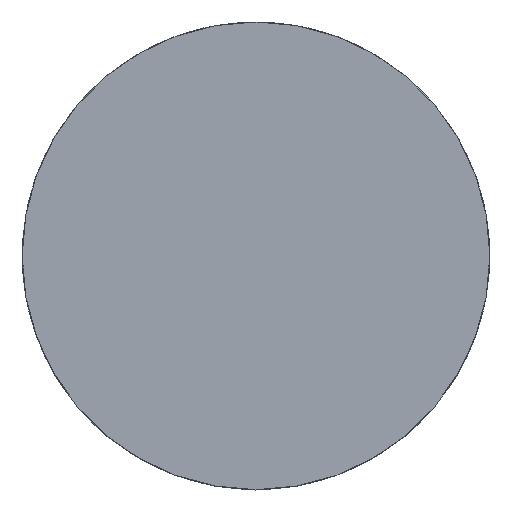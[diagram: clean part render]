
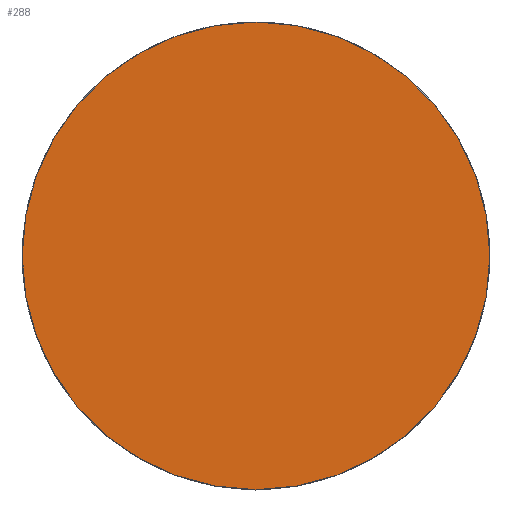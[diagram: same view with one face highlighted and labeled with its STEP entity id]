
A CAD part, top view. The second image highlights one B-rep face of the part: STEP entity #288.
In plain terms, the highlighted planar face has unit normal (0, 0, 1).
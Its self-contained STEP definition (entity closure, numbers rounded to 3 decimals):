
#26=PLANE('',#334);
#41=CIRCLE('',#335,45.5);
#92=FACE_OUTER_BOUND('',#111,.T.);
#111=EDGE_LOOP('',(#237));
#138=VERTEX_POINT('',#581);
#173=EDGE_CURVE('',#138,#138,#41,.T.);
#237=ORIENTED_EDGE('',*,*,#173,.F.);
#288=ADVANCED_FACE('',(#92),#26,.T.);
#334=AXIS2_PLACEMENT_3D('',#580,#414,#415);
#335=AXIS2_PLACEMENT_3D('',#582,#416,#417);
#414=DIRECTION('center_axis',(0.,0.,1.));
#415=DIRECTION('ref_axis',(-1.,0.,0.));
#416=DIRECTION('center_axis',(0.,0.,
-1.));
#417=DIRECTION('ref_axis',(0.814,0.581,0.));
#580=CARTESIAN_POINT('Origin',(-46.41,46.41,-40.));
#581=CARTESIAN_POINT('',(45.5,0.,-40.));
#582=CARTESIAN_POINT('Origin',(0.,0.,
-40.));
